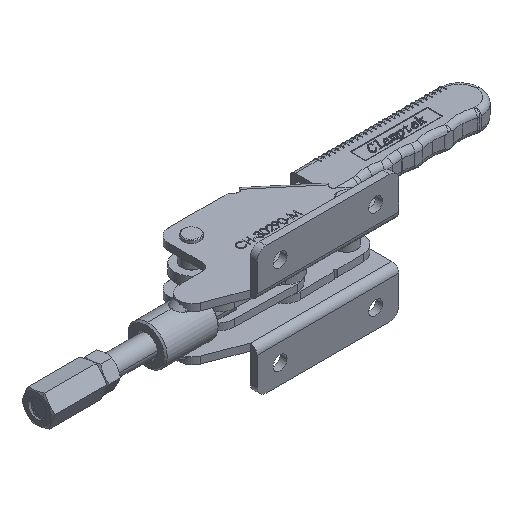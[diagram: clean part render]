
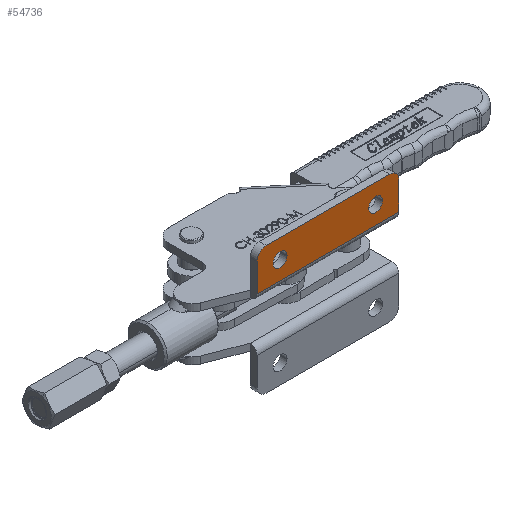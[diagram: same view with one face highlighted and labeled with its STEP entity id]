
A CAD part, isometric view. The second image highlights one B-rep face of the part: STEP entity #54736.
In plain terms, the highlighted planar face has unit normal (0, -1, 0).
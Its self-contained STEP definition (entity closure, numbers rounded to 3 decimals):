
#46047 = CARTESIAN_POINT ( 'NONE',  ( -72.5, 0., 16.3 ) ) ;
#46065 = CARTESIAN_POINT ( 'NONE',  ( -81.5, 0., 16.3 ) ) ;
#46120 = CARTESIAN_POINT ( 'NONE',  ( -10.5, 0., 16.3 ) ) ;
#46131 = CARTESIAN_POINT ( 'NONE',  ( -19.5, 0., 16.3 ) ) ;
#46156 = CIRCLE ( 'NONE', #46266, 4.5 ) ;
#46239 = DIRECTION ( 'NONE',  ( 1., 0., 0. ) ) ;
#46241 = DIRECTION ( 'NONE',  ( 0., -1., 0. ) ) ;
#46243 = CARTESIAN_POINT ( 'NONE',  ( -77., 0., 16.3 ) ) ;
#46266 = AXIS2_PLACEMENT_3D ( 'NONE', #46243, #46241, #46239 ) ;
#46303 = DIRECTION ( 'NONE',  ( 1., 0., 0. ) ) ;
#46304 = DIRECTION ( 'NONE',  ( 0., -1., 0. ) ) ;
#46306 = CARTESIAN_POINT ( 'NONE',  ( -15., 0., 16.3 ) ) ;
#46307 = AXIS2_PLACEMENT_3D ( 'NONE', #46306, #46304, #46303 ) ;
#46323 = CIRCLE ( 'NONE', #46307, 4.5 ) ;
#48652 = CARTESIAN_POINT ( 'NONE',  ( 0., 0., 22.8 ) ) ;
#49342 = CARTESIAN_POINT ( 'NONE',  ( 0., 0., 4.5 ) ) ;
#49568 = CARTESIAN_POINT ( 'NONE',  ( 0., 0., 4.5 ) ) ;
#49570 = LINE ( 'NONE', #49568, #49649 ) ;
#49648 = DIRECTION ( 'NONE',  ( 0., 0., -1. ) ) ;
#49649 = VECTOR ( 'NONE', #49648, 1000. ) ;
#49872 = DIRECTION ( 'NONE',  ( 0., 0., -1. ) ) ;
#49877 = VECTOR ( 'NONE', #49872, 1000. ) ;
#49895 = CARTESIAN_POINT ( 'NONE',  ( -92., 0., 4.5 ) ) ;
#49896 = LINE ( 'NONE', #49895, #49877 ) ;
#50017 = DIRECTION ( 'NONE',  ( -1., 0., 0. ) ) ;
#50018 = DIRECTION ( 'NONE',  ( 0., -1., 0. ) ) ;
#50020 = CARTESIAN_POINT ( 'NONE',  ( -6., 0., 22.8 ) ) ;
#50021 = AXIS2_PLACEMENT_3D ( 'NONE', #50020, #50018, #50017 ) ;
#50024 = CARTESIAN_POINT ( 'NONE',  ( -92., 0., 4.5 ) ) ;
#50031 = DIRECTION ( 'NONE',  ( 1., 0., 0. ) ) ;
#50033 = DIRECTION ( 'NONE',  ( 0., -1., 0. ) ) ;
#50035 = CARTESIAN_POINT ( 'NONE',  ( -77., 0., 16.3 ) ) ;
#50037 = AXIS2_PLACEMENT_3D ( 'NONE', #50035, #50033, #50031 ) ;
#50038 = CIRCLE ( 'NONE', #50037, 4.5 ) ;
#50041 = CARTESIAN_POINT ( 'NONE',  ( -6., 0., 28.8 ) ) ;
#50043 = CIRCLE ( 'NONE', #50021, 6. ) ;
#50113 = DIRECTION ( 'NONE',  ( 1., 0., 0. ) ) ;
#50114 = VECTOR ( 'NONE', #50113, 1000. ) ;
#50116 = CARTESIAN_POINT ( 'NONE',  ( 0., 0., 28.8 ) ) ;
#50118 = LINE ( 'NONE', #50116, #50114 ) ;
#50130 = DIRECTION ( 'NONE',  ( 1., 0., 0. ) ) ;
#50132 = DIRECTION ( 'NONE',  ( 0., -1., 0. ) ) ;
#50134 = CARTESIAN_POINT ( 'NONE',  ( -15., 0., 16.3 ) ) ;
#50135 = AXIS2_PLACEMENT_3D ( 'NONE', #50134, #50132, #50130 ) ;
#50137 = CIRCLE ( 'NONE', #50135, 4.5 ) ;
#50142 = CARTESIAN_POINT ( 'NONE',  ( -92., 0., 22.8 ) ) ;
#50250 = DIRECTION ( 'NONE',  ( -1., 0., 0. ) ) ;
#50251 = DIRECTION ( 'NONE',  ( 0., -1., 0. ) ) ;
#50253 = CARTESIAN_POINT ( 'NONE',  ( -86., 0., 22.8 ) ) ;
#50260 = FACE_BOUND ( 'NONE', #54652, .T. ) ;
#50269 = AXIS2_PLACEMENT_3D ( 'NONE', #50253, #50251, #50250 ) ;
#50275 = CIRCLE ( 'NONE', #50269, 6. ) ;
#50296 = CARTESIAN_POINT ( 'NONE',  ( 0., 0., 4.5 ) ) ;
#50297 = LINE ( 'NONE', #50296, #50382 ) ;
#50303 = CARTESIAN_POINT ( 'NONE',  ( -86., 0., 28.8 ) ) ;
#50354 = DIRECTION ( 'NONE',  ( -1., 0., 0. ) ) ;
#50356 = DIRECTION ( 'NONE',  ( 0., 1., 0. ) ) ;
#50358 = AXIS2_PLACEMENT_3D ( 'NONE', #50368, #50356, #50354 ) ;
#50368 = CARTESIAN_POINT ( 'NONE',  ( 0., 0., 4.5 ) ) ;
#50370 = PLANE ( 'NONE',  #50358 ) ;
#50373 = FACE_OUTER_BOUND ( 'NONE', #54603, .T. ) ;
#50376 = FACE_BOUND ( 'NONE', #54632, .T. ) ;
#50380 = DIRECTION ( 'NONE',  ( 1., 0., 0. ) ) ;
#50382 = VECTOR ( 'NONE', #50380, 1000. ) ;
#53430 = VERTEX_POINT ( 'NONE', #46047 ) ;
#53436 = VERTEX_POINT ( 'NONE', #46065 ) ;
#53471 = VERTEX_POINT ( 'NONE', #46131 ) ;
#53473 = VERTEX_POINT ( 'NONE', #46120 ) ;
#53513 = EDGE_CURVE ( 'NONE', #53436, #53430, #46156, .T. ) ;
#53535 = EDGE_CURVE ( 'NONE', #53471, #53473, #46323, .T. ) ;
#54243 = VERTEX_POINT ( 'NONE', #49342 ) ;
#54266 = VERTEX_POINT ( 'NONE', #48652 ) ;
#54353 = EDGE_CURVE ( 'NONE', #54266, #54243, #49570, .T. ) ;
#54541 = EDGE_CURVE ( 'NONE', #54637, #54656, #49896, .T. ) ;
#54601 = ORIENTED_EDGE ( 'NONE', *, *, #53535, .F. ) ;
#54603 = EDGE_LOOP ( 'NONE', ( #54604, #54716, #54719, #54615, #54629, #54727 ) ) ;
#54604 = ORIENTED_EDGE ( 'NONE', *, *, #54353, .F. ) ;
#54606 = EDGE_CURVE ( 'NONE', #53430, #53436, #50038, .T. ) ;
#54607 = VERTEX_POINT ( 'NONE', #50041 ) ;
#54610 = EDGE_CURVE ( 'NONE', #54266, #54607, #50043, .T. ) ;
#54615 = ORIENTED_EDGE ( 'NONE', *, *, #54720, .T. ) ;
#54622 = ORIENTED_EDGE ( 'NONE', *, *, #54634, .F. ) ;
#54629 = ORIENTED_EDGE ( 'NONE', *, *, #54541, .T. ) ;
#54631 = ORIENTED_EDGE ( 'NONE', *, *, #54606, .F. ) ;
#54632 = EDGE_LOOP ( 'NONE', ( #54631, #54649 ) ) ;
#54634 = EDGE_CURVE ( 'NONE', #53473, #53471, #50137, .T. ) ;
#54637 = VERTEX_POINT ( 'NONE', #50142 ) ;
#54638 = EDGE_CURVE ( 'NONE', #54717, #54607, #50118, .T. ) ;
#54649 = ORIENTED_EDGE ( 'NONE', *, *, #53513, .F. ) ;
#54652 = EDGE_LOOP ( 'NONE', ( #54622, #54601 ) ) ;
#54656 = VERTEX_POINT ( 'NONE', #50024 ) ;
#54716 = ORIENTED_EDGE ( 'NONE', *, *, #54610, .T. ) ;
#54717 = VERTEX_POINT ( 'NONE', #50303 ) ;
#54719 = ORIENTED_EDGE ( 'NONE', *, *, #54638, .F. ) ;
#54720 = EDGE_CURVE ( 'NONE', #54717, #54637, #50275, .T. ) ;
#54725 = EDGE_CURVE ( 'NONE', #54656, #54243, #50297, .T. ) ;
#54727 = ORIENTED_EDGE ( 'NONE', *, *, #54725, .T. ) ;
#54736 = ADVANCED_FACE ( 'NONE', ( #50260, #50376, #50373 ), #50370, .F. ) ;
